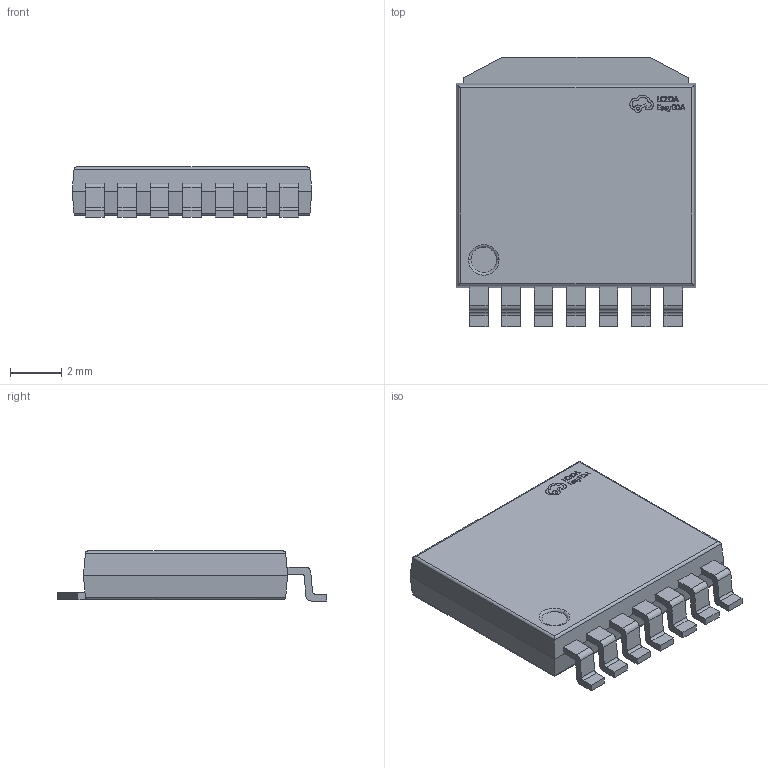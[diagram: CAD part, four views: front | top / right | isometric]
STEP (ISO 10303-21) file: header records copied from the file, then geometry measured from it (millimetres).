
FILE_DESCRIPTION (( 'STEP AP214' ), '1' );
FILE_NAME ('HRP-7_L9.4-W8.0-H2.0-P1.27-LS10.54-TL.step', '2022-08-04T05:17:19', ( '' ), ( '' ), 'SwSTEP 2.0', 'SolidWorks 2020', '' );
FILE_SCHEMA (( 'AUTOMOTIVE_DESIGN' ));
Length unit declared in the file: millimetre
Products named in the file (1): HRP-7_L9.4-W8.0-H2.0-P1.27-LS10.54-TL
Bounding box: 9.39 x 10.54 x 1.96 mm (x, y, z)
Volume: 146.6 mm3; surface area: 261.1 mm2
Topology: 14 solids, 14 shells, 415 faces, 1104 edges, 732 vertices
Faces by surface type: plane 264, bspline 112, cylinder 37, torus 2
Entity records: 18069 total; most frequent: CARTESIAN_POINT 4380, ORIENTED_EDGE 2208, DIRECTION 1540, EDGE_CURVE 1104, VECTOR 804, LINE 804, VERTEX_POINT 732, EDGE_LOOP 442
